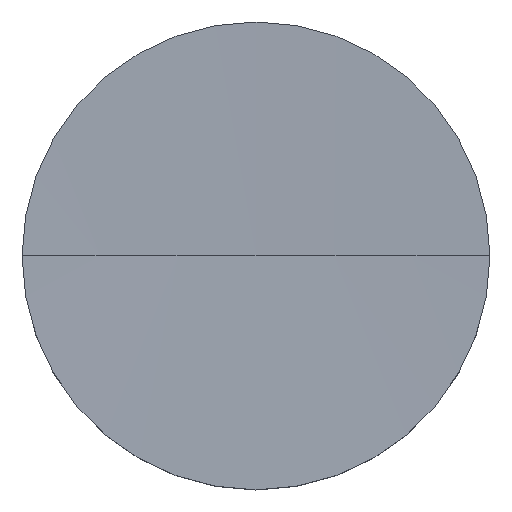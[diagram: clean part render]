
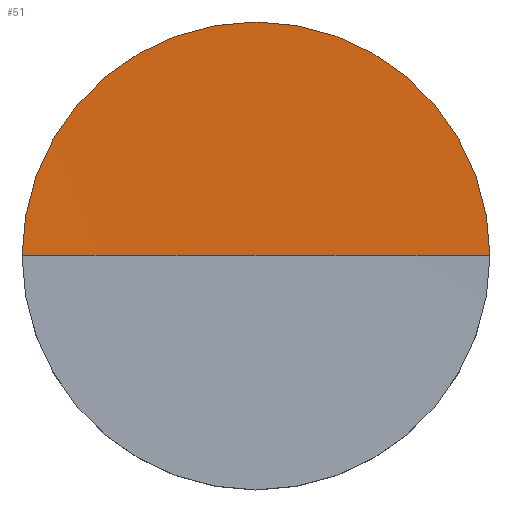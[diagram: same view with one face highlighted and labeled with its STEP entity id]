
A CAD part, top view. The second image highlights one B-rep face of the part: STEP entity #51.
In plain terms, the highlighted spherical face has radius 250 mm.
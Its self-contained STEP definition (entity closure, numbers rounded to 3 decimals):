
#1 = AXIS2_PLACEMENT_3D ( 'NONE', #12, #45, #87 ) ;
#6 = VERTEX_POINT ( 'NONE', #69 ) ;
#12 = CARTESIAN_POINT ( 'NONE',  ( 0., 0., 252.919 ) ) ;
#26 = DIRECTION ( 'NONE',  ( 1., 0., 0. ) ) ;
#33 = DIRECTION ( 'NONE',  ( 0., 1., 0. ) ) ;
#35 = EDGE_CURVE ( 'NONE', #68, #174, #38, .T. ) ;
#38 = CIRCLE ( 'NONE', #172, 250. ) ;
#45 = DIRECTION ( 'NONE',  ( 0., -1., 0. ) ) ;
#47 = AXIS2_PLACEMENT_3D ( 'NONE', #48, #133, #26 ) ;
#48 = CARTESIAN_POINT ( 'NONE',  ( 0., 0., 3. ) ) ;
#51 = ADVANCED_FACE ( 'NONE', ( #90 ), #150, .F. ) ;
#59 = DIRECTION ( 'NONE',  ( 0., -1., 0. ) ) ;
#65 = EDGE_LOOP ( 'NONE', ( #85, #177, #111 ) ) ;
#68 = VERTEX_POINT ( 'NONE', #117 ) ;
#69 = CARTESIAN_POINT ( 'NONE',  ( 6.35, 0., 3. ) ) ;
#78 = CARTESIAN_POINT ( 'NONE',  ( 0., 0., 252.919 ) ) ;
#85 = ORIENTED_EDGE ( 'NONE', *, *, #102, .F. ) ;
#86 = CIRCLE ( 'NONE', #47, 6.35 ) ;
#87 = DIRECTION ( 'NONE',  ( 1., 0., 0. ) ) ;
#90 = FACE_OUTER_BOUND ( 'NONE', #65, .T. ) ;
#102 = EDGE_CURVE ( 'NONE', #68, #6, #86, .T. ) ;
#105 = CARTESIAN_POINT ( 'NONE',  ( 0., 0., 2.919 ) ) ;
#111 = ORIENTED_EDGE ( 'NONE', *, *, #187, .F. ) ;
#117 = CARTESIAN_POINT ( 'NONE',  ( -6.35, 0., 3. ) ) ;
#128 = AXIS2_PLACEMENT_3D ( 'NONE', #78, #33, #168 ) ;
#133 = DIRECTION ( 'NONE',  ( 0., 0., -1. ) ) ;
#148 = CARTESIAN_POINT ( 'NONE',  ( 0., 0., 252.919 ) ) ;
#150 = SPHERICAL_SURFACE ( 'NONE', #1, 250. ) ;
#168 = DIRECTION ( 'NONE',  ( 0., 0., 1. ) ) ;
#172 = AXIS2_PLACEMENT_3D ( 'NONE', #148, #59, #196 ) ;
#174 = VERTEX_POINT ( 'NONE', #105 ) ;
#177 = ORIENTED_EDGE ( 'NONE', *, *, #35, .T. ) ;
#187 = EDGE_CURVE ( 'NONE', #6, #174, #199, .T. ) ;
#196 = DIRECTION ( 'NONE',  ( 1., 0., 0. ) ) ;
#199 = CIRCLE ( 'NONE', #128, 250. ) ;
